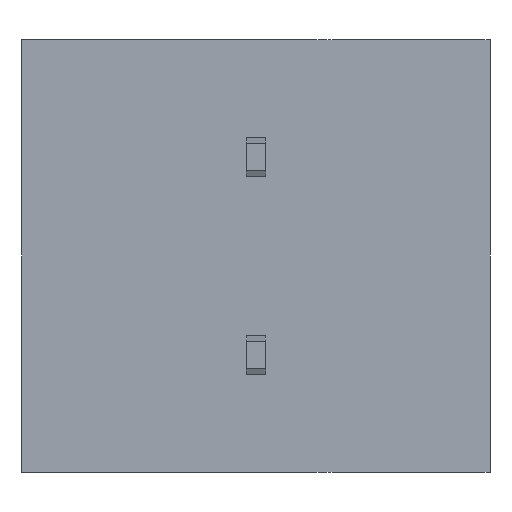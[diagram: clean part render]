
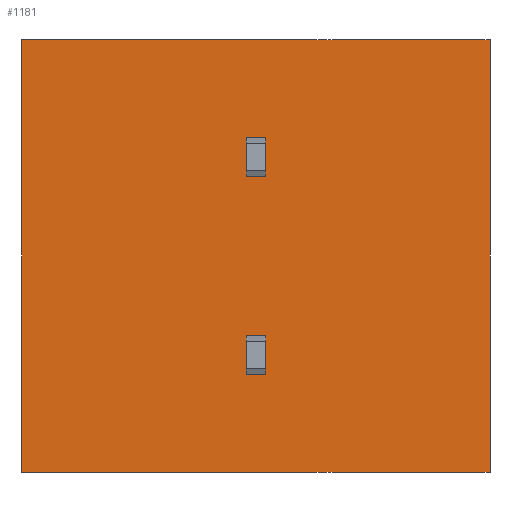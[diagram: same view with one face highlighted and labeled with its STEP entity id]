
A CAD part, front view. The second image highlights one B-rep face of the part: STEP entity #1181.
In plain terms, the highlighted planar face has unit normal (0, -1, 0).
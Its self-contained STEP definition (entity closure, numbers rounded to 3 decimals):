
#40=DIRECTION('',(1.,0.,0.));
#41=VECTOR('',#40,12.);
#42=CARTESIAN_POINT('',(-6.,-5.4,-8.08));
#43=LINE('',#42,#41);
#237=DIRECTION('',(0.,0.,1.));
#238=VECTOR('',#237,11.08);
#239=CARTESIAN_POINT('',(6.,-5.4,-8.08));
#240=LINE('',#239,#238);
#241=DIRECTION('',(0.,0.,1.));
#242=VECTOR('',#241,11.08);
#243=CARTESIAN_POINT('',(-6.,-5.4,-8.08));
#244=LINE('',#243,#242);
#245=DIRECTION('',(0.,0.,1.));
#246=VECTOR('',#245,1.);
#247=CARTESIAN_POINT('',(0.25,-5.4,-0.5));
#248=LINE('',#247,#246);
#249=DIRECTION('',(1.,0.,0.));
#250=VECTOR('',#249,0.5);
#251=CARTESIAN_POINT('',(-0.25,-5.4,0.5));
#252=LINE('',#251,#250);
#253=DIRECTION('',(0.,0.,1.));
#254=VECTOR('',#253,1.);
#255=CARTESIAN_POINT('',(-0.25,-5.4,-0.5));
#256=LINE('',#255,#254);
#257=DIRECTION('',(1.,0.,0.));
#258=VECTOR('',#257,0.5);
#259=CARTESIAN_POINT('',(-0.25,-5.4,-0.5));
#260=LINE('',#259,#258);
#261=DIRECTION('',(0.,0.,-1.));
#262=VECTOR('',#261,1.);
#263=CARTESIAN_POINT('',(0.25,-5.4,-4.58));
#264=LINE('',#263,#262);
#265=DIRECTION('',(1.,0.,0.));
#266=VECTOR('',#265,0.5);
#267=CARTESIAN_POINT('',(-0.25,-5.4,-4.58));
#268=LINE('',#267,#266);
#269=DIRECTION('',(0.,0.,-1.));
#270=VECTOR('',#269,1.);
#271=CARTESIAN_POINT('',(-0.25,-5.4,-4.58));
#272=LINE('',#271,#270);
#273=DIRECTION('',(1.,0.,0.));
#274=VECTOR('',#273,0.5);
#275=CARTESIAN_POINT('',(-0.25,-5.4,-5.58));
#276=LINE('',#275,#274);
#475=DIRECTION('',(1.,0.,0.));
#476=VECTOR('',#475,12.);
#477=CARTESIAN_POINT('',(-6.,-5.4,3.));
#478=LINE('',#477,#476);
#613=CARTESIAN_POINT('',(-6.,-5.4,-8.08));
#614=CARTESIAN_POINT('',(6.,-5.4,-8.08));
#615=VERTEX_POINT('',#613);
#616=VERTEX_POINT('',#614);
#617=CARTESIAN_POINT('',(-6.,-5.4,3.));
#618=CARTESIAN_POINT('',(6.,-5.4,3.));
#619=VERTEX_POINT('',#617);
#620=VERTEX_POINT('',#618);
#685=CARTESIAN_POINT('',(0.25,-5.4,-0.5));
#686=CARTESIAN_POINT('',(0.25,-5.4,0.5));
#687=VERTEX_POINT('',#685);
#688=VERTEX_POINT('',#686);
#689=CARTESIAN_POINT('',(-0.25,-5.4,-0.5));
#690=CARTESIAN_POINT('',(-0.25,-5.4,0.5));
#691=VERTEX_POINT('',#689);
#692=VERTEX_POINT('',#690);
#709=CARTESIAN_POINT('',(0.25,-5.4,-4.58));
#710=CARTESIAN_POINT('',(0.25,-5.4,-5.58));
#711=VERTEX_POINT('',#709);
#712=VERTEX_POINT('',#710);
#713=CARTESIAN_POINT('',(-0.25,-5.4,-4.58));
#714=CARTESIAN_POINT('',(-0.25,-5.4,-5.58));
#715=VERTEX_POINT('',#713);
#716=VERTEX_POINT('',#714);
#1148=CARTESIAN_POINT('',(-6.,-5.4,-8.08));
#1149=DIRECTION('',(0.,-1.,0.));
#1150=DIRECTION('',(1.,0.,0.));
#1151=AXIS2_PLACEMENT_3D('',#1148,#1149,#1150);
#1152=PLANE('',#1151);
#1153=ORIENTED_EDGE('',*,*,#822,.F.);
#1155=ORIENTED_EDGE('',*,*,#1154,.T.);
#1157=ORIENTED_EDGE('',*,*,#1156,.T.);
#1158=ORIENTED_EDGE('',*,*,#1141,.F.);
#1159=EDGE_LOOP('',(#1153,#1155,#1157,#1158));
#1160=FACE_OUTER_BOUND('',#1159,.F.);
#1162=ORIENTED_EDGE('',*,*,#1161,.T.);
#1164=ORIENTED_EDGE('',*,*,#1163,.F.);
#1166=ORIENTED_EDGE('',*,*,#1165,.F.);
#1168=ORIENTED_EDGE('',*,*,#1167,.T.);
#1169=EDGE_LOOP('',(#1162,#1164,#1166,#1168));
#1170=FACE_BOUND('',#1169,.F.);
#1172=ORIENTED_EDGE('',*,*,#1171,.F.);
#1174=ORIENTED_EDGE('',*,*,#1173,.F.);
#1176=ORIENTED_EDGE('',*,*,#1175,.T.);
#1178=ORIENTED_EDGE('',*,*,#1177,.T.);
#1179=EDGE_LOOP('',(#1172,#1174,#1176,#1178));
#1180=FACE_BOUND('',#1179,.F.);
#822=EDGE_CURVE('',#615,#616,#43,.T.);
#1141=EDGE_CURVE('',#616,#620,#240,.T.);
#1154=EDGE_CURVE('',#615,#619,#244,.T.);
#1156=EDGE_CURVE('',#619,#620,#478,.T.);
#1161=EDGE_CURVE('',#687,#688,#248,.T.);
#1163=EDGE_CURVE('',#692,#688,#252,.T.);
#1165=EDGE_CURVE('',#691,#692,#256,.T.);
#1167=EDGE_CURVE('',#691,#687,#260,.T.);
#1171=EDGE_CURVE('',#711,#712,#264,.T.);
#1173=EDGE_CURVE('',#715,#711,#268,.T.);
#1175=EDGE_CURVE('',#715,#716,#272,.T.);
#1177=EDGE_CURVE('',#716,#712,#276,.T.);
#1181=ADVANCED_FACE('',(#1160,#1170,#1180),#1152,.T.);
